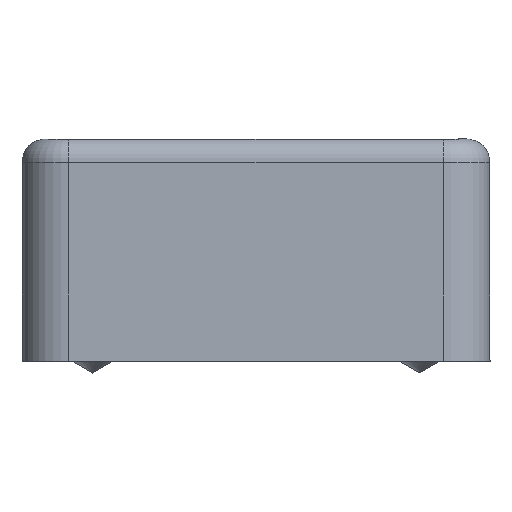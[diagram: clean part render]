
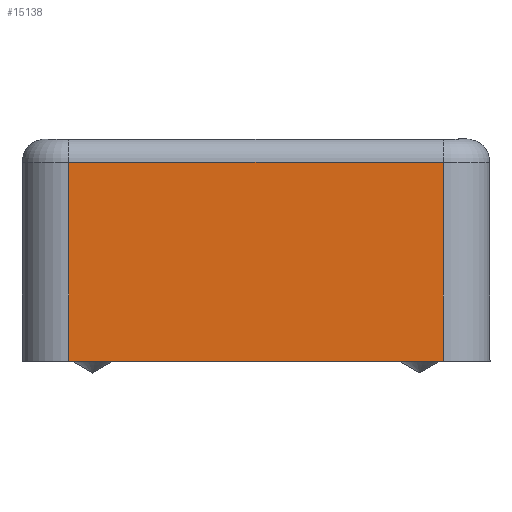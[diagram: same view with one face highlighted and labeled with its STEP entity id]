
A CAD part, front view. The second image highlights one B-rep face of the part: STEP entity #15138.
In plain terms, the highlighted face is planar.
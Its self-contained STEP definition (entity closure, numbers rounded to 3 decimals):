
#355 = EDGE_CURVE ( 'NONE', #16217, #14838, #17006, .T. ) ;
#878 = ORIENTED_EDGE ( 'NONE', *, *, #8166, .T. ) ;
#901 = VECTOR ( 'NONE', #12919, 1000. ) ;
#2011 = CARTESIAN_POINT ( 'NONE',  ( 46.5, 9.5, -8. ) ) ;
#2350 = CARTESIAN_POINT ( 'NONE',  ( 46.5, 8.5, -8. ) ) ;
#2611 = DIRECTION ( 'NONE',  ( 0., -1., 0. ) ) ;
#2854 = VECTOR ( 'NONE', #11088, 1000. ) ;
#3441 = CARTESIAN_POINT ( 'NONE',  ( 46.5, 0., -8. ) ) ;
#3656 = VECTOR ( 'NONE', #13322, 1000. ) ;
#3666 = CARTESIAN_POINT ( 'NONE',  ( 46.5, 0., 8. ) ) ;
#3999 = LINE ( 'NONE', #9363, #2854 ) ;
#4383 = FACE_OUTER_BOUND ( 'NONE', #6987, .T. ) ;
#5256 = VERTEX_POINT ( 'NONE', #7683 ) ;
#5364 = ORIENTED_EDGE ( 'NONE', *, *, #11098, .T. ) ;
#5472 = CARTESIAN_POINT ( 'NONE',  ( 46.5, 9.5, 8. ) ) ;
#6987 = EDGE_LOOP ( 'NONE', ( #15712, #5364, #17543, #878 ) ) ;
#7683 = CARTESIAN_POINT ( 'NONE',  ( 46.5, 8.5, 8. ) ) ;
#8166 = EDGE_CURVE ( 'NONE', #14486, #14838, #8849, .T. ) ;
#8849 = LINE ( 'NONE', #3666, #3656 ) ;
#9081 = EDGE_CURVE ( 'NONE', #5256, #14486, #10762, .T. ) ;
#9363 = CARTESIAN_POINT ( 'NONE',  ( 46.5, 8.5, 8. ) ) ;
#10762 = LINE ( 'NONE', #5472, #12515 ) ;
#10923 = CARTESIAN_POINT ( 'NONE',  ( 46.5, 9.5, 8. ) ) ;
#11088 = DIRECTION ( 'NONE',  ( 0., 0., 1. ) ) ;
#11098 = EDGE_CURVE ( 'NONE', #16217, #5256, #3999, .T. ) ;
#12515 = VECTOR ( 'NONE', #2611, 1000. ) ;
#12919 = DIRECTION ( 'NONE',  ( 0., -1., 0. ) ) ;
#13322 = DIRECTION ( 'NONE',  ( 0., 0., -1. ) ) ;
#13501 = DIRECTION ( 'NONE',  ( 0., 0., 1. ) ) ;
#14486 = VERTEX_POINT ( 'NONE', #14535 ) ;
#14535 = CARTESIAN_POINT ( 'NONE',  ( 46.5, 0., 8. ) ) ;
#14838 = VERTEX_POINT ( 'NONE', #3441 ) ;
#14917 = PLANE ( 'NONE',  #16610 ) ;
#15138 = ADVANCED_FACE ( 'NONE', ( #4383 ), #14917, .F. ) ;
#15712 = ORIENTED_EDGE ( 'NONE', *, *, #355, .F. ) ;
#16217 = VERTEX_POINT ( 'NONE', #2350 ) ;
#16610 = AXIS2_PLACEMENT_3D ( 'NONE', #10923, #17589, #13501 ) ;
#17006 = LINE ( 'NONE', #2011, #901 ) ;
#17543 = ORIENTED_EDGE ( 'NONE', *, *, #9081, .T. ) ;
#17589 = DIRECTION ( 'NONE',  ( -1., 0., 0. ) ) ;
